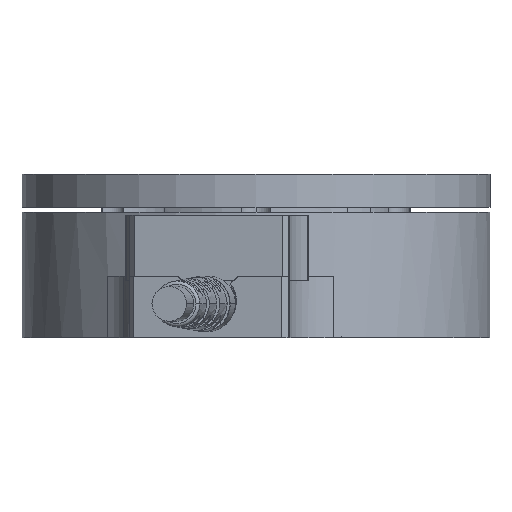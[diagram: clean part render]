
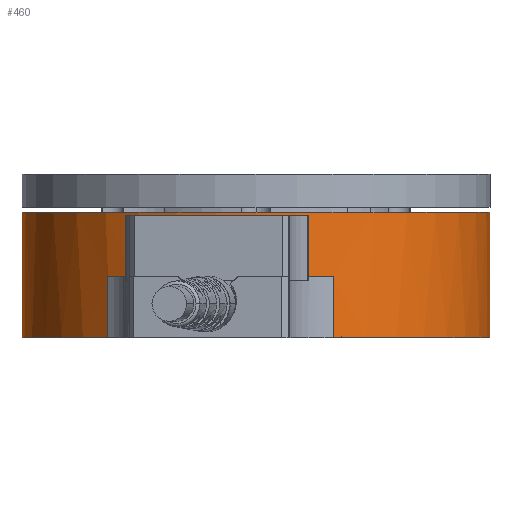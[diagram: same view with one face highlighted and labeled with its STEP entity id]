
A CAD part, front view. The second image highlights one B-rep face of the part: STEP entity #460.
In plain terms, the highlighted cylindrical face has radius 22.5 mm (diameter 45 mm), a partial arc.
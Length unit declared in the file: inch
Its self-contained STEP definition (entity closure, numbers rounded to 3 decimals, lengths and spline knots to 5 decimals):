
#460 = ADVANCED_FACE ( 'NONE', ( #6597 ), #6589, .T. ) ;
#461 = EDGE_LOOP ( 'NONE', ( #462, #575, #586, #578, #653, #593, #599, #581, #587, #602, #542, #545 ) ) ;
#462 = ORIENTED_EDGE ( 'NONE', *, *, #3608, .F. ) ;
#475 = VERTEX_POINT ( 'NONE', #6630 ) ;
#534 = EDGE_CURVE ( 'NONE', #475, #2182, #6714, .T. ) ;
#542 = ORIENTED_EDGE ( 'NONE', *, *, #1513, .F. ) ;
#545 = ORIENTED_EDGE ( 'NONE', *, *, #13598, .T. ) ;
#560 = VERTEX_POINT ( 'NONE', #6779 ) ;
#575 = ORIENTED_EDGE ( 'NONE', *, *, #650, .T. ) ;
#578 = ORIENTED_EDGE ( 'NONE', *, *, #13602, .T. ) ;
#581 = ORIENTED_EDGE ( 'NONE', *, *, #584, .F. ) ;
#584 = EDGE_CURVE ( 'NONE', #560, #475, #6796, .T. ) ;
#586 = ORIENTED_EDGE ( 'NONE', *, *, #4188, .T. ) ;
#587 = ORIENTED_EDGE ( 'NONE', *, *, #595, .F. ) ;
#593 = ORIENTED_EDGE ( 'NONE', *, *, #2151, .F. ) ;
#595 = EDGE_CURVE ( 'NONE', #2159, #560, #6839, .T. ) ;
#599 = ORIENTED_EDGE ( 'NONE', *, *, #534, .F. ) ;
#602 = ORIENTED_EDGE ( 'NONE', *, *, #2158, .F. ) ;
#650 = EDGE_CURVE ( 'NONE', #4132, #4131, #6909, .T. ) ;
#653 = ORIENTED_EDGE ( 'NONE', *, *, #5215, .T. ) ;
#1510 = VERTEX_POINT ( 'NONE', #8330 ) ;
#1513 = EDGE_CURVE ( 'NONE', #13516, #1510, #8324, .T. ) ;
#2151 = EDGE_CURVE ( 'NONE', #2182, #5144, #9162, .T. ) ;
#2158 = EDGE_CURVE ( 'NONE', #1510, #2159, #9150, .T. ) ;
#2159 = VERTEX_POINT ( 'NONE', #9146 ) ;
#2182 = VERTEX_POINT ( 'NONE', #9197 ) ;
#3608 = EDGE_CURVE ( 'NONE', #4132, #3761, #14085, .T. ) ;
#3761 = VERTEX_POINT ( 'NONE', #14404 ) ;
#4131 = VERTEX_POINT ( 'NONE', #15180 ) ;
#4132 = VERTEX_POINT ( 'NONE', #15179 ) ;
#4188 = EDGE_CURVE ( 'NONE', #4131, #4192, #15327, .T. ) ;
#4192 = VERTEX_POINT ( 'NONE', #15319 ) ;
#5140 = VERTEX_POINT ( 'NONE', #17425 ) ;
#5144 = VERTEX_POINT ( 'NONE', #17419 ) ;
#5215 = EDGE_CURVE ( 'NONE', #5140, #5144, #17584, .T. ) ;
#6586 = DIRECTION ( 'NONE',  ( -1., 0., 0. ) ) ;
#6587 = DIRECTION ( 'NONE',  ( 0., 0., -1. ) ) ;
#6588 = AXIS2_PLACEMENT_3D ( 'NONE', #6596, #6587, #6586 ) ;
#6589 = CYLINDRICAL_SURFACE ( 'NONE', #6588, 0.88583 ) ;
#6596 = CARTESIAN_POINT ( 'NONE',  ( 0., 0., -0.145 ) ) ;
#6597 = FACE_OUTER_BOUND ( 'NONE', #461, .T. ) ;
#6630 = CARTESIAN_POINT ( 'NONE',  ( -0.25903, -0.84711, -0.395 ) ) ;
#6710 = CARTESIAN_POINT ( 'NONE',  ( -0.26661, -0.84475, -0.38713 ) ) ;
#6711 = CARTESIAN_POINT ( 'NONE',  ( -0.26409, -0.84555, -0.38975 ) ) ;
#6712 = CARTESIAN_POINT ( 'NONE',  ( -0.26156, -0.84633, -0.39237 ) ) ;
#6713 = CARTESIAN_POINT ( 'NONE',  ( -0.25903, -0.84711, -0.395 ) ) ;
#6714 =( BOUNDED_CURVE ( )  B_SPLINE_CURVE ( 3, ( #6713, #6712, #6711, #6710 ),
 .UNSPECIFIED., .F., .T. ) 
 B_SPLINE_CURVE_WITH_KNOTS ( ( 4, 4 ),
 ( 1.69302, 1.70198 ),
 .UNSPECIFIED. ) 
 CURVE ( )  GEOMETRIC_REPRESENTATION_ITEM ( )  RATIONAL_B_SPLINE_CURVE ( ( 1., 1., 1., 1. ) ) 
 REPRESENTATION_ITEM ( '' )  );
#6779 = CARTESIAN_POINT ( 'NONE',  ( -0.04632, -0.88462, -0.395 ) ) ;
#6788 = DIRECTION ( 'NONE',  ( -1., 0., 0. ) ) ;
#6789 = DIRECTION ( 'NONE',  ( 0., 0., -1. ) ) ;
#6790 = CARTESIAN_POINT ( 'NONE',  ( 0., 0., -0.395 ) ) ;
#6791 = AXIS2_PLACEMENT_3D ( 'NONE', #6790, #6789, #6788 ) ;
#6796 = CIRCLE ( 'NONE', #6791, 0.88583 ) ;
#6835 = CARTESIAN_POINT ( 'NONE',  ( -0.04632, -0.88462, -0.395 ) ) ;
#6836 = CARTESIAN_POINT ( 'NONE',  ( -0.04367, -0.88475, -0.39237 ) ) ;
#6837 = CARTESIAN_POINT ( 'NONE',  ( -0.04103, -0.88488, -0.38975 ) ) ;
#6838 = CARTESIAN_POINT ( 'NONE',  ( -0.03839, -0.88499, -0.38713 ) ) ;
#6839 =( BOUNDED_CURVE ( )  B_SPLINE_CURVE ( 3, ( #6838, #6837, #6836, #6835 ),
 .UNSPECIFIED., .F., .T. ) 
 B_SPLINE_CURVE_WITH_KNOTS ( ( 4, 4 ),
 ( 4.5812, 4.59016 ),
 .UNSPECIFIED. ) 
 CURVE ( )  GEOMETRIC_REPRESENTATION_ITEM ( )  RATIONAL_B_SPLINE_CURVE ( ( 1., 1., 1., 1. ) ) 
 REPRESENTATION_ITEM ( '' )  );
#6902 = DIRECTION ( 'NONE',  ( -1., 0., 0. ) ) ;
#6903 = DIRECTION ( 'NONE',  ( 0., 0., -1. ) ) ;
#6904 = CARTESIAN_POINT ( 'NONE',  ( 0., 0., -0.145 ) ) ;
#6905 = AXIS2_PLACEMENT_3D ( 'NONE', #6904, #6903, #6902 ) ;
#6909 = CIRCLE ( 'NONE', #6905, 0.88583 ) ;
#8321 = DIRECTION ( 'NONE',  ( 0., 0., 1. ) ) ;
#8322 = VECTOR ( 'NONE', #8321, 39.37008 ) ;
#8323 = CARTESIAN_POINT ( 'NONE',  ( 0.29206, -0.8363, -0.39106 ) ) ;
#8324 = LINE ( 'NONE', #8323, #8322 ) ;
#8330 = CARTESIAN_POINT ( 'NONE',  ( 0.29206, -0.8363, -0.38713 ) ) ;
#9146 = CARTESIAN_POINT ( 'NONE',  ( -0.03839, -0.88499, -0.38713 ) ) ;
#9147 = DIRECTION ( 'NONE',  ( 1., 0., 0. ) ) ;
#9148 = DIRECTION ( 'NONE',  ( 0., 0., -1. ) ) ;
#9149 = AXIS2_PLACEMENT_3D ( 'NONE', #9154, #9148, #9147 ) ;
#9150 = CIRCLE ( 'NONE', #9149, 0.88583 ) ;
#9154 = CARTESIAN_POINT ( 'NONE',  ( 0., 0., -0.38713 ) ) ;
#9158 = DIRECTION ( 'NONE',  ( 1., 0., 0. ) ) ;
#9159 = DIRECTION ( 'NONE',  ( 0., 0., -1. ) ) ;
#9160 = CARTESIAN_POINT ( 'NONE',  ( 0., 0., -0.38713 ) ) ;
#9161 = AXIS2_PLACEMENT_3D ( 'NONE', #9160, #9159, #9158 ) ;
#9162 = CIRCLE ( 'NONE', #9161, 0.88583 ) ;
#9197 = CARTESIAN_POINT ( 'NONE',  ( -0.26661, -0.84475, -0.38713 ) ) ;
#13516 = VERTEX_POINT ( 'NONE', #23449 ) ;
#13598 = EDGE_CURVE ( 'NONE', #13516, #3761, #23465, .T. ) ;
#13602 = EDGE_CURVE ( 'NONE', #4192, #5140, #23522, .T. ) ;
#14082 = DIRECTION ( 'NONE',  ( 0., 0., -1. ) ) ;
#14083 = VECTOR ( 'NONE', #14082, 39.37008 ) ;
#14084 = CARTESIAN_POINT ( 'NONE',  ( 0.88583, 0., -0.145 ) ) ;
#14085 = LINE ( 'NONE', #14084, #14083 ) ;
#14404 = CARTESIAN_POINT ( 'NONE',  ( 0.88583, 0., -0.62 ) ) ;
#15179 = CARTESIAN_POINT ( 'NONE',  ( 0.88583, 0., -0.145 ) ) ;
#15180 = CARTESIAN_POINT ( 'NONE',  ( -0.88583, 0., -0.145 ) ) ;
#15319 = CARTESIAN_POINT ( 'NONE',  ( -0.88583, 0., -0.62 ) ) ;
#15324 = DIRECTION ( 'NONE',  ( 0., 0., -1. ) ) ;
#15325 = VECTOR ( 'NONE', #15324, 39.37008 ) ;
#15326 = CARTESIAN_POINT ( 'NONE',  ( -0.88583, 0., -0.145 ) ) ;
#15327 = LINE ( 'NONE', #15326, #15325 ) ;
#17419 = CARTESIAN_POINT ( 'NONE',  ( -0.56047, -0.68597, -0.38713 ) ) ;
#17425 = CARTESIAN_POINT ( 'NONE',  ( -0.56047, -0.68597, -0.62 ) ) ;
#17581 = DIRECTION ( 'NONE',  ( 0., 0., 1. ) ) ;
#17582 = VECTOR ( 'NONE', #17581, 39.37008 ) ;
#17583 = CARTESIAN_POINT ( 'NONE',  ( -0.56047, -0.68597, -0.62 ) ) ;
#17584 = LINE ( 'NONE', #17583, #17582 ) ;
#23449 = CARTESIAN_POINT ( 'NONE',  ( 0.29206, -0.8363, -0.62 ) ) ;
#23465 = CIRCLE ( 'NONE', #23526, 0.88583 ) ;
#23519 = DIRECTION ( 'NONE',  ( 0.866, 0.5, 0. ) ) ;
#23520 = DIRECTION ( 'NONE',  ( 0., 0., 1. ) ) ;
#23521 = AXIS2_PLACEMENT_3D ( 'NONE', #23527, #23520, #23519 ) ;
#23522 = CIRCLE ( 'NONE', #23521, 0.88583 ) ;
#23523 = DIRECTION ( 'NONE',  ( 0.866, 0.5, 0. ) ) ;
#23524 = DIRECTION ( 'NONE',  ( 0., 0., 1. ) ) ;
#23525 = CARTESIAN_POINT ( 'NONE',  ( 0., 0., -0.62 ) ) ;
#23526 = AXIS2_PLACEMENT_3D ( 'NONE', #23525, #23524, #23523 ) ;
#23527 = CARTESIAN_POINT ( 'NONE',  ( 0., 0., -0.62 ) ) ;
